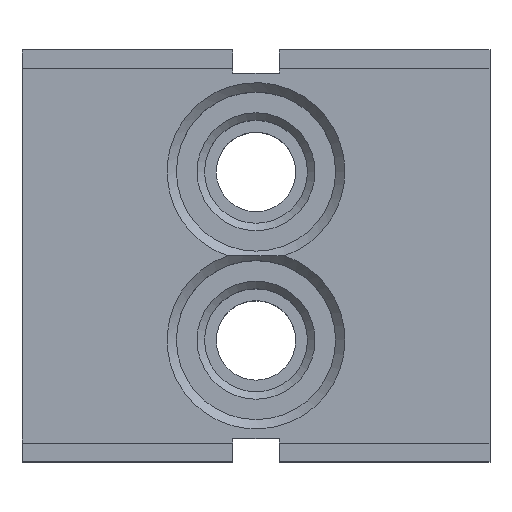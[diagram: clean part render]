
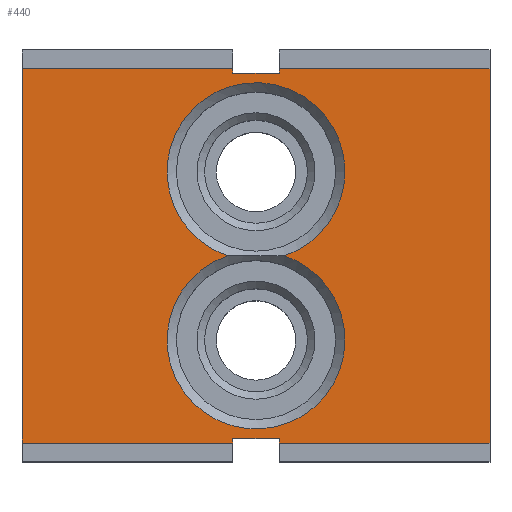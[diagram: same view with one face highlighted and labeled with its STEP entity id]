
A CAD part, top view. The second image highlights one B-rep face of the part: STEP entity #440.
In plain terms, the highlighted planar face has unit normal (0, 0, 1).
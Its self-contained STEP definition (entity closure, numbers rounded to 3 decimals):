
#440 = ADVANCED_FACE( '', ( #1047, #1048 ), #1049, .T. );
#1047 = FACE_BOUND( '', #1858, .T. );
#1048 = FACE_OUTER_BOUND( '', #1859, .T. );
#1049 = PLANE( '', #1860 );
#1858 = EDGE_LOOP( '', ( #3125, #3126 ) );
#1859 = EDGE_LOOP( '', ( #3127, #3128, #3129, #3130, #3131, #3132, #3133, #3134, #3135, #3136, #3137, #3138 ) );
#1860 = AXIS2_PLACEMENT_3D( '', #3139, #3140, #3141 );
#3125 = ORIENTED_EDGE( '', *, *, #5182, .T. );
#3126 = ORIENTED_EDGE( '', *, *, #5290, .T. );
#3127 = ORIENTED_EDGE( '', *, *, #5291, .T. );
#3128 = ORIENTED_EDGE( '', *, *, #5292, .F. );
#3129 = ORIENTED_EDGE( '', *, *, #5293, .F. );
#3130 = ORIENTED_EDGE( '', *, *, #4898, .F. );
#3131 = ORIENTED_EDGE( '', *, *, #5294, .F. );
#3132 = ORIENTED_EDGE( '', *, *, #4929, .F. );
#3133 = ORIENTED_EDGE( '', *, *, #5295, .T. );
#3134 = ORIENTED_EDGE( '', *, *, #4937, .T. );
#3135 = ORIENTED_EDGE( '', *, *, #5296, .F. );
#3136 = ORIENTED_EDGE( '', *, *, #5297, .F. );
#3137 = ORIENTED_EDGE( '', *, *, #5298, .F. );
#3138 = ORIENTED_EDGE( '', *, *, #4992, .T. );
#3139 = CARTESIAN_POINT( '', ( -25., -22., 25. ) );
#3140 = DIRECTION( '', ( 0., 0., 1. ) );
#3141 = DIRECTION( '', ( 1., 0., 0. ) );
#4898 = EDGE_CURVE( '', #5869, #5865, #5871, .T. );
#4929 = EDGE_CURVE( '', #5924, #5919, #5926, .T. );
#4937 = EDGE_CURVE( '', #5940, #5938, #5941, .T. );
#4992 = EDGE_CURVE( '', #6032, #6037, #6039, .T. );
#5182 = EDGE_CURVE( '', #6373, #6372, #6375, .F. );
#5290 = EDGE_CURVE( '', #6372, #6373, #6548, .F. );
#5291 = EDGE_CURVE( '', #6037, #6549, #6550, .T. );
#5292 = EDGE_CURVE( '', #6551, #6549, #6552, .T. );
#5293 = EDGE_CURVE( '', #5865, #6551, #6553, .T. );
#5294 = EDGE_CURVE( '', #5919, #5869, #6554, .T. );
#5295 = EDGE_CURVE( '', #5924, #5940, #6555, .T. );
#5296 = EDGE_CURVE( '', #6556, #5938, #6557, .T. );
#5297 = EDGE_CURVE( '', #6558, #6556, #6559, .T. );
#5298 = EDGE_CURVE( '', #6032, #6558, #6560, .T. );
#5865 = VERTEX_POINT( '', #7327 );
#5869 = VERTEX_POINT( '', #7333 );
#5871 = LINE( '', #7336, #7337 );
#5919 = VERTEX_POINT( '', #7401 );
#5924 = VERTEX_POINT( '', #7408 );
#5926 = LINE( '', #7411, #7412 );
#5938 = VERTEX_POINT( '', #7428 );
#5940 = VERTEX_POINT( '', #7431 );
#5941 = LINE( '', #7432, #7433 );
#6032 = VERTEX_POINT( '', #7562 );
#6037 = VERTEX_POINT( '', #7569 );
#6039 = LINE( '', #7572, #7573 );
#6372 = VERTEX_POINT( '', #8112 );
#6373 = VERTEX_POINT( '', #8113 );
#6375 = CIRCLE( '', #8124, 9.5 );
#6548 = CIRCLE( '', #8428, 9.5 );
#6549 = VERTEX_POINT( '', #8429 );
#6550 = LINE( '', #8430, #8431 );
#6551 = VERTEX_POINT( '', #8432 );
#6552 = LINE( '', #8433, #8434 );
#6553 = LINE( '', #8435, #8436 );
#6554 = LINE( '', #8437, #8438 );
#6555 = LINE( '', #8439, #8440 );
#6556 = VERTEX_POINT( '', #8441 );
#6557 = LINE( '', #8442, #8443 );
#6558 = VERTEX_POINT( '', #8444 );
#6559 = LINE( '', #8445, #8446 );
#6560 = LINE( '', #8447, #8448 );
#7327 = CARTESIAN_POINT( '', ( -2.5, -19.5, 25. ) );
#7333 = CARTESIAN_POINT( '', ( 2.5, -19.5, 25. ) );
#7336 = CARTESIAN_POINT( '', ( 2.5, -19.5, 25. ) );
#7337 = VECTOR( '', #9510, 1000. );
#7401 = CARTESIAN_POINT( '', ( 2.5, -20., 25. ) );
#7408 = CARTESIAN_POINT( '', ( 25., -20., 25. ) );
#7411 = CARTESIAN_POINT( '', ( 25., -20., 25. ) );
#7412 = VECTOR( '', #9542, 1000. );
#7428 = CARTESIAN_POINT( '', ( 2.5, 20., 25. ) );
#7431 = CARTESIAN_POINT( '', ( 25., 20., 25. ) );
#7432 = CARTESIAN_POINT( '', ( 25., 20., 25. ) );
#7433 = VECTOR( '', #9548, 1000. );
#7562 = CARTESIAN_POINT( '', ( -2.5, 20., 25. ) );
#7569 = CARTESIAN_POINT( '', ( -25., 20., 25. ) );
#7572 = CARTESIAN_POINT( '', ( 25., 20., 25. ) );
#7573 = VECTOR( '', #9596, 1000. );
#8112 = CARTESIAN_POINT( '', ( -3.041, 0., 25. ) );
#8113 = CARTESIAN_POINT( '', ( 3.041, 0., 25. ) );
#8124 = AXIS2_PLACEMENT_3D( '', #9763, #9764, #9765 );
#8428 = AXIS2_PLACEMENT_3D( '', #9863, #9864, #9865 );
#8429 = CARTESIAN_POINT( '', ( -25., -20., 25. ) );
#8430 = CARTESIAN_POINT( '', ( -25., 22., 25. ) );
#8431 = VECTOR( '', #9866, 1000. );
#8432 = CARTESIAN_POINT( '', ( -2.5, -20., 25. ) );
#8433 = CARTESIAN_POINT( '', ( 25., -20., 25. ) );
#8434 = VECTOR( '', #9867, 1000. );
#8435 = CARTESIAN_POINT( '', ( -2.5, -19.5, 25. ) );
#8436 = VECTOR( '', #9868, 1000. );
#8437 = CARTESIAN_POINT( '', ( 2.5, -22., 25. ) );
#8438 = VECTOR( '', #9869, 1000. );
#8439 = CARTESIAN_POINT( '', ( 25., -22., 25. ) );
#8440 = VECTOR( '', #9870, 1000. );
#8441 = CARTESIAN_POINT( '', ( 2.5, 19.5, 25. ) );
#8442 = CARTESIAN_POINT( '', ( 2.5, 19.5, 25. ) );
#8443 = VECTOR( '', #9871, 1000. );
#8444 = CARTESIAN_POINT( '', ( -2.5, 19.5, 25. ) );
#8445 = CARTESIAN_POINT( '', ( -2.5, 19.5, 25. ) );
#8446 = VECTOR( '', #9872, 1000. );
#8447 = CARTESIAN_POINT( '', ( -2.5, 22., 25. ) );
#8448 = VECTOR( '', #9873, 1000. );
#9510 = DIRECTION( '', ( -1., 0., 0. ) );
#9542 = DIRECTION( '', ( -1., 0., 0. ) );
#9548 = DIRECTION( '', ( -1., 0., 0. ) );
#9596 = DIRECTION( '', ( -1., 0., 0. ) );
#9763 = CARTESIAN_POINT( '', ( 0., -9., 25. ) );
#9764 = DIRECTION( '', ( 0., 0., 1. ) );
#9765 = DIRECTION( '', ( 1., 0., 0. ) );
#9863 = CARTESIAN_POINT( '', ( 0., 9., 25. ) );
#9864 = DIRECTION( '', ( 0., 0., 1. ) );
#9865 = DIRECTION( '', ( 1., 0., 0. ) );
#9866 = DIRECTION( '', ( 0., -1., 0. ) );
#9867 = DIRECTION( '', ( -1., 0., 0. ) );
#9868 = DIRECTION( '', ( 0., -1., 0. ) );
#9869 = DIRECTION( '', ( 0., 1., 0. ) );
#9870 = DIRECTION( '', ( 0., 1., 0. ) );
#9871 = DIRECTION( '', ( 0., 1., 0. ) );
#9872 = DIRECTION( '', ( 1., 0., 0. ) );
#9873 = DIRECTION( '', ( 0., -1., 0. ) );
